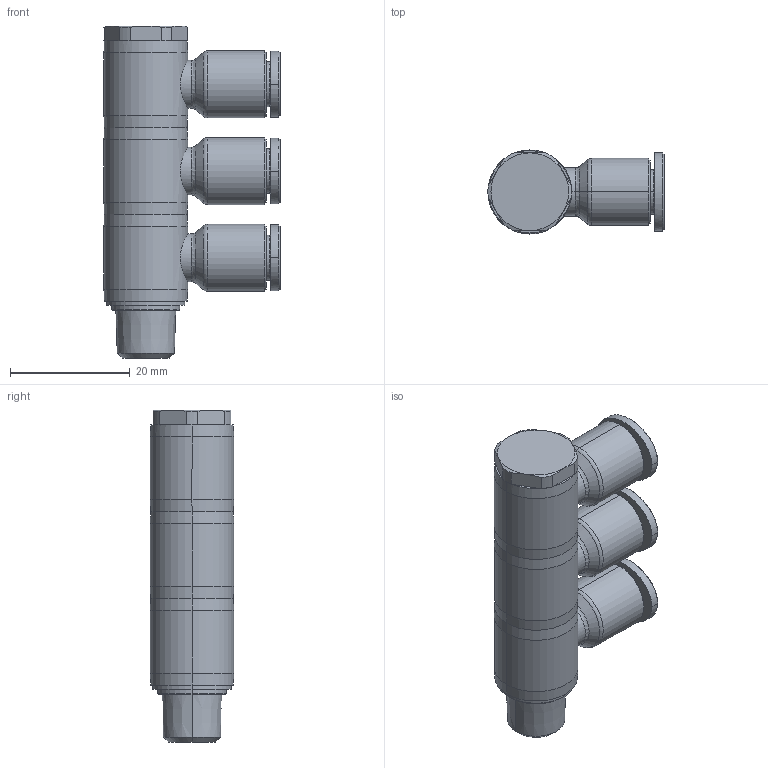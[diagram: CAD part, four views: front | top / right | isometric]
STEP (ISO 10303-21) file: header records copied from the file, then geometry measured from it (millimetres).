
FILE_DESCRIPTION((''),'2;1');
FILE_NAME('GPH_0601(3)(3D).stp','2012-12-20T16:26:22',(''),(''),'Mechanical Desktop.R8.0.24.0','Mechanical Desktop.R8.0.24.0',', , ');
FILE_SCHEMA(('CONFIG_CONTROL_DESIGN'));
Length unit declared in the file: millimetre
Products named in the file (2): GPH_0601(3)(3D); 睡ヶ1
Assembly tree (1 placements, depth 2):
  GPH_0601(3)(3D)
    睡ヶ1
Bounding box: 29.45 x 14 x 55.5 mm (x, y, z)
Volume: 9394.1 mm3; surface area: 6570.3 mm2
Topology: 1 solids, 1 shells, 750 faces, 2031 edges, 1324 vertices
Faces by surface type: plane 527, bspline 96, cylinder 75, cone 46, torus 6
Entity records: 26189 total; most frequent: CARTESIAN_POINT 7348, ORIENTED_EDGE 4058, DIRECTION 3668, EDGE_CURVE 2029, VECTOR 1612, LINE 1612, VERTEX_POINT 1324, AXIS2_PLACEMENT_3D 1028
